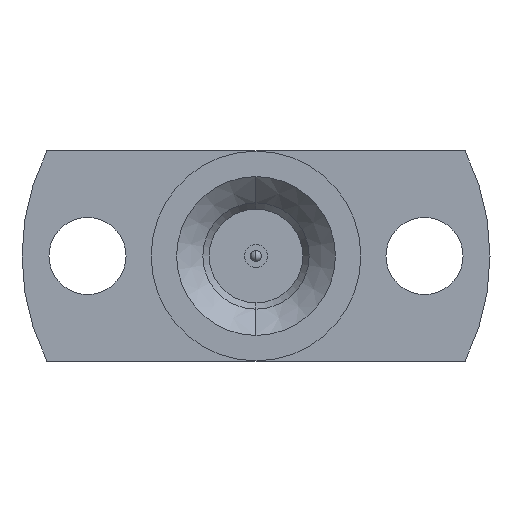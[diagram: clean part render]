
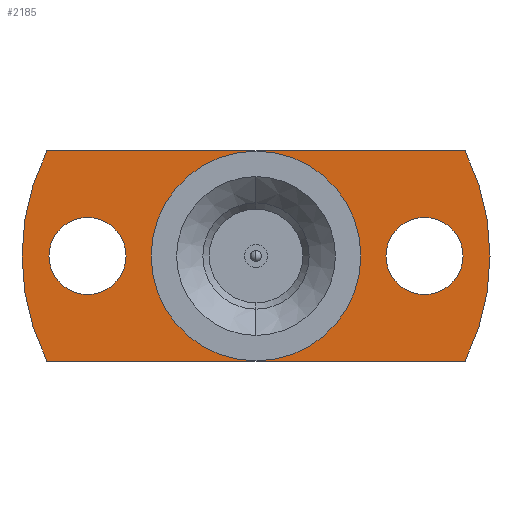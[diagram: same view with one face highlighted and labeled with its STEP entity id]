
A CAD part, left-side view. The second image highlights one B-rep face of the part: STEP entity #2185.
In plain terms, the highlighted planar face has unit normal (-1, 0, 0).
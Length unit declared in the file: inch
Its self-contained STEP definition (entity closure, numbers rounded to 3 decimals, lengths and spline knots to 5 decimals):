
#23 = VERTEX_POINT ( 'NONE', #1697 ) ;
#87 = CARTESIAN_POINT ( 'NONE',  ( 0.165, -0.27913, 0.1405 ) ) ;
#107 = CARTESIAN_POINT ( 'NONE',  ( 0.165, 0.27913, -0.1405 ) ) ;
#129 = CARTESIAN_POINT ( 'NONE',  ( 0.165, 0.225, 0.0515 ) ) ;
#138 = AXIS2_PLACEMENT_3D ( 'NONE', #1323, #2352, #538 ) ;
#163 = ORIENTED_EDGE ( 'NONE', *, *, #582, .F. ) ;
#194 = AXIS2_PLACEMENT_3D ( 'NONE', #211, #2398, #2571 ) ;
#203 = VERTEX_POINT ( 'NONE', #87 ) ;
#211 = CARTESIAN_POINT ( 'NONE',  ( 0.165, 0., 0. ) ) ;
#316 = CARTESIAN_POINT ( 'NONE',  ( 0.165, 0.27913, 0.1405 ) ) ;
#320 = EDGE_LOOP ( 'NONE', ( #1618, #850 ) ) ;
#361 = CARTESIAN_POINT ( 'NONE',  ( 0.165, 0.14, 0. ) ) ;
#444 = ORIENTED_EDGE ( 'NONE', *, *, #1987, .T. ) ;
#455 = AXIS2_PLACEMENT_3D ( 'NONE', #1514, #1275, #1309 ) ;
#528 = CARTESIAN_POINT ( 'NONE',  ( 0.165, 0., 0. ) ) ;
#538 = DIRECTION ( 'NONE',  ( 0., 0., 1. ) ) ;
#577 = CARTESIAN_POINT ( 'NONE',  ( 0.165, 0., 0. ) ) ;
#582 = EDGE_CURVE ( 'NONE', #2249, #624, #2351, .T. ) ;
#624 = VERTEX_POINT ( 'NONE', #1957 ) ;
#632 = LINE ( 'NONE', #1834, #1585 ) ;
#635 = CARTESIAN_POINT ( 'NONE',  ( 0.165, 0.225, -0.0515 ) ) ;
#668 = VERTEX_POINT ( 'NONE', #107 ) ;
#698 = DIRECTION ( 'NONE',  ( -1., 0., 0. ) ) ;
#721 = ORIENTED_EDGE ( 'NONE', *, *, #1511, .F. ) ;
#732 = EDGE_CURVE ( 'NONE', #23, #668, #632, .T. ) ;
#762 = CIRCLE ( 'NONE', #2618, 0.0515 ) ;
#767 = CARTESIAN_POINT ( 'NONE',  ( 0.165, 0., 0.14 ) ) ;
#804 = DIRECTION ( 'NONE',  ( 0., -1., 0. ) ) ;
#807 = EDGE_LOOP ( 'NONE', ( #1146, #2423, #2026, #444 ) ) ;
#825 = VERTEX_POINT ( 'NONE', #635 ) ;
#827 = DIRECTION ( 'NONE',  ( 0., 1., 0. ) ) ;
#850 = ORIENTED_EDGE ( 'NONE', *, *, #1601, .F. ) ;
#853 = CIRCLE ( 'NONE', #971, 0.0515 ) ;
#887 = AXIS2_PLACEMENT_3D ( 'NONE', #528, #698, #2301 ) ;
#942 = FACE_OUTER_BOUND ( 'NONE', #807, .T. ) ;
#971 = AXIS2_PLACEMENT_3D ( 'NONE', #1446, #1617, #2042 ) ;
#986 = CARTESIAN_POINT ( 'NONE',  ( 0.165, -0.225, -0.0515 ) ) ;
#1020 = VERTEX_POINT ( 'NONE', #316 ) ;
#1042 = CARTESIAN_POINT ( 'NONE',  ( 0.165, 0.225, 0. ) ) ;
#1061 = CIRCLE ( 'NONE', #2238, 0.0515 ) ;
#1146 = ORIENTED_EDGE ( 'NONE', *, *, #732, .F. ) ;
#1159 = DIRECTION ( 'NONE',  ( -1., 0., 0. ) ) ;
#1182 = AXIS2_PLACEMENT_3D ( 'NONE', #577, #1159, #2548 ) ;
#1186 = FACE_BOUND ( 'NONE', #1998, .T. ) ;
#1202 = EDGE_CURVE ( 'NONE', #2013, #1343, #1707, .T. ) ;
#1275 = DIRECTION ( 'NONE',  ( -1., 0., 0. ) ) ;
#1282 = CARTESIAN_POINT ( 'NONE',  ( 0.165, -0.225, 0.0515 ) ) ;
#1309 = DIRECTION ( 'NONE',  ( 0., 0., 1. ) ) ;
#1323 = CARTESIAN_POINT ( 'NONE',  ( 0.165, -0.225, 0. ) ) ;
#1343 = VERTEX_POINT ( 'NONE', #986 ) ;
#1349 = DIRECTION ( 'NONE',  ( 0., 0., -1. ) ) ;
#1351 = EDGE_CURVE ( 'NONE', #624, #2249, #1751, .T. ) ;
#1372 = LINE ( 'NONE', #2183, #2614 ) ;
#1394 = ORIENTED_EDGE ( 'NONE', *, *, #1351, .F. ) ;
#1446 = CARTESIAN_POINT ( 'NONE',  ( 0.165, -0.225, 0. ) ) ;
#1467 = EDGE_CURVE ( 'NONE', #825, #2611, #762, .T. ) ;
#1511 = EDGE_CURVE ( 'NONE', #2611, #825, #1061, .T. ) ;
#1514 = CARTESIAN_POINT ( 'NONE',  ( 0.165, 0., 0. ) ) ;
#1552 = FACE_BOUND ( 'NONE', #1591, .T. ) ;
#1585 = VECTOR ( 'NONE', #827, 39.37008 ) ;
#1591 = EDGE_LOOP ( 'NONE', ( #163, #1394 ) ) ;
#1601 = EDGE_CURVE ( 'NONE', #1343, #2013, #853, .T. ) ;
#1617 = DIRECTION ( 'NONE',  ( -1., 0., 0. ) ) ;
#1618 = ORIENTED_EDGE ( 'NONE', *, *, #1202, .F. ) ;
#1622 = DIRECTION ( 'NONE',  ( -1., 0., 0. ) ) ;
#1679 = ORIENTED_EDGE ( 'NONE', *, *, #1467, .F. ) ;
#1686 = CIRCLE ( 'NONE', #455, 0.3125 ) ;
#1697 = CARTESIAN_POINT ( 'NONE',  ( 0.165, -0.27913, -0.1405 ) ) ;
#1707 = CIRCLE ( 'NONE', #138, 0.0515 ) ;
#1751 = CIRCLE ( 'NONE', #1182, 0.14 ) ;
#1774 = DIRECTION ( 'NONE',  ( 1., 0., 0. ) ) ;
#1830 = CARTESIAN_POINT ( 'NONE',  ( 0.165, 0.225, 0. ) ) ;
#1834 = CARTESIAN_POINT ( 'NONE',  ( 0.165, 0.14, -0.1405 ) ) ;
#1838 = EDGE_CURVE ( 'NONE', #1020, #203, #1372, .T. ) ;
#1940 = AXIS2_PLACEMENT_3D ( 'NONE', #361, #1774, #1349 ) ;
#1957 = CARTESIAN_POINT ( 'NONE',  ( 0.165, 0., -0.14 ) ) ;
#1987 = EDGE_CURVE ( 'NONE', #1020, #668, #1686, .T. ) ;
#1996 = EDGE_CURVE ( 'NONE', #23, #203, #2023, .T. ) ;
#1998 = EDGE_LOOP ( 'NONE', ( #721, #1679 ) ) ;
#1999 = PLANE ( 'NONE',  #1940 ) ;
#2013 = VERTEX_POINT ( 'NONE', #1282 ) ;
#2023 = CIRCLE ( 'NONE', #887, 0.3125 ) ;
#2026 = ORIENTED_EDGE ( 'NONE', *, *, #1838, .F. ) ;
#2042 = DIRECTION ( 'NONE',  ( 0., 0., 1. ) ) ;
#2048 = DIRECTION ( 'NONE',  ( 0., 0., 1. ) ) ;
#2176 = FACE_BOUND ( 'NONE', #320, .T. ) ;
#2183 = CARTESIAN_POINT ( 'NONE',  ( 0.165, 0.14, 0.1405 ) ) ;
#2185 = ADVANCED_FACE ( 'NONE', ( #1186, #2176, #1552, #942 ), #1999, .F. ) ;
#2238 = AXIS2_PLACEMENT_3D ( 'NONE', #1042, #1622, #2048 ) ;
#2249 = VERTEX_POINT ( 'NONE', #767 ) ;
#2301 = DIRECTION ( 'NONE',  ( 0., 0., 1. ) ) ;
#2351 = CIRCLE ( 'NONE', #194, 0.14 ) ;
#2352 = DIRECTION ( 'NONE',  ( -1., 0., 0. ) ) ;
#2398 = DIRECTION ( 'NONE',  ( -1., 0., 0. ) ) ;
#2423 = ORIENTED_EDGE ( 'NONE', *, *, #1996, .T. ) ;
#2431 = DIRECTION ( 'NONE',  ( 0., 0., 1. ) ) ;
#2456 = DIRECTION ( 'NONE',  ( -1., 0., 0. ) ) ;
#2548 = DIRECTION ( 'NONE',  ( 0., 0., 1. ) ) ;
#2571 = DIRECTION ( 'NONE',  ( 0., 0., 1. ) ) ;
#2611 = VERTEX_POINT ( 'NONE', #129 ) ;
#2614 = VECTOR ( 'NONE', #804, 39.37008 ) ;
#2618 = AXIS2_PLACEMENT_3D ( 'NONE', #1830, #2456, #2431 ) ;
